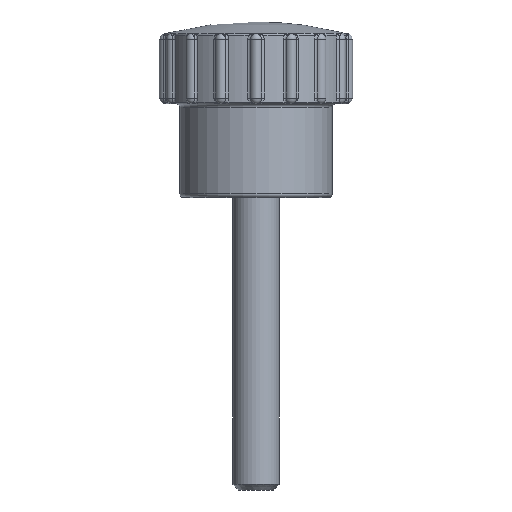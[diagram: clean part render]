
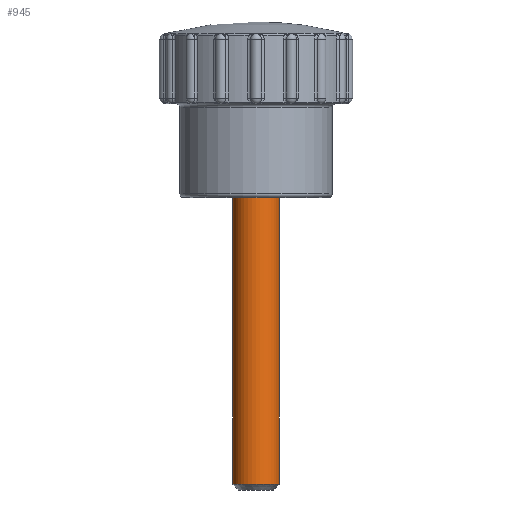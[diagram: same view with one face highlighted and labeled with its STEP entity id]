
A CAD part, front view. The second image highlights one B-rep face of the part: STEP entity #945.
In plain terms, the highlighted cylindrical face has radius 2 mm (diameter 4 mm), a full revolution.
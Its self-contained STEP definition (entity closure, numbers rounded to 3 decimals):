
#945 = ADVANCED_FACE( '', ( #2099, #2100 ), #2101, .T. );
#2099 = FACE_OUTER_BOUND( '', #12239, .T. );
#2100 = FACE_OUTER_BOUND( '', #12240, .T. );
#2101 = CYLINDRICAL_SURFACE( '', #12241, 2. );
#12239 = EDGE_LOOP( '', ( #21937 ) );
#12240 = EDGE_LOOP( '', ( #21938 ) );
#12241 = AXIS2_PLACEMENT_3D( '', #21939, #21940, #21941 );
#21937 = ORIENTED_EDGE( '', *, *, #24019, .T. );
#21938 = ORIENTED_EDGE( '', *, *, #24390, .T. );
#21939 = CARTESIAN_POINT( '', ( 0., 0., -17.1 ) );
#21940 = DIRECTION( '', ( 0., 0., -1. ) );
#21941 = DIRECTION( '', ( 1., 0., 0. ) );
#24019 = EDGE_CURVE( '', #25860, #25860, #25861, .T. );
#24390 = EDGE_CURVE( '', #26368, #26368, #26369, .F. );
#25860 = VERTEX_POINT( '', #31305 );
#25861 = CIRCLE( '', #31306, 2. );
#26368 = VERTEX_POINT( '', #33664 );
#26369 = CIRCLE( '', #33665, 2. );
#31305 = CARTESIAN_POINT( '', ( 2., 0., -24.5 ) );
#31306 = AXIS2_PLACEMENT_3D( '', #36821, #36822, #36823 );
#33664 = CARTESIAN_POINT( '', ( 2., 0., 0. ) );
#33665 = AXIS2_PLACEMENT_3D( '', #37203, #37204, #37205 );
#36821 = CARTESIAN_POINT( '', ( 0., 0., -24.5 ) );
#36822 = DIRECTION( '', ( 0., 0., 1. ) );
#36823 = DIRECTION( '', ( 1., 0., 0. ) );
#37203 = CARTESIAN_POINT( '', ( 0., 0., 0. ) );
#37204 = DIRECTION( '', ( 0., 0., 1. ) );
#37205 = DIRECTION( '', ( 1., 0., 0. ) );
